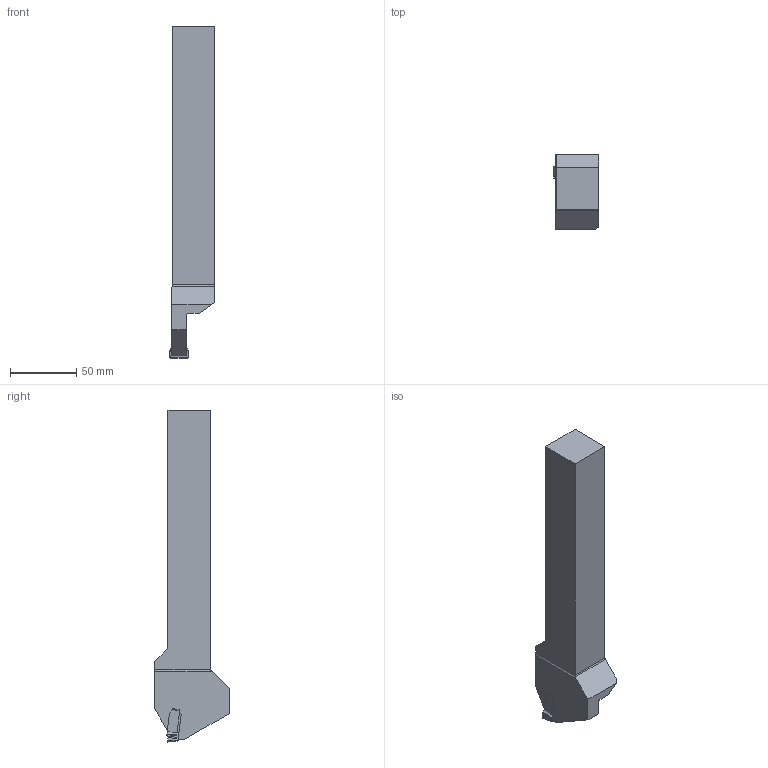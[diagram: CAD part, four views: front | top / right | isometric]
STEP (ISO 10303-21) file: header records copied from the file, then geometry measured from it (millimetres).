
FILE_DESCRIPTION(/* description */ (''),/* implementation_level */ '2;1');
FILE_NAME(/* name */ '1553152570673.stp',/* time_stamp */ '2019-03-21T12:46:31+05:00',/* author */ (''),/* organization */ ('SMS'),/* preprocessor_version */ 'ST-DEVELOPER v15',/* originating_system */ 'SIEMENS PLM Software NX 8.5',/* authorisation */ '');
FILE_SCHEMA (('AUTOMOTIVE_DESIGN { 1 0 10303 214 3 1 1 1 }'));
Length unit declared in the file: millimetre
Products named in the file (4): ASSEMBLY_CONSTRUCTION; 201539480mod000_00; 201711848mod000_00; 201711847mod000_00
Assembly tree (3 placements, depth 2):
  201711847mod000_00
    201711848mod000_00
    201539480mod000_00
    ASSEMBLY_CONSTRUCTION
Bounding box: 34.54 x 56.15 x 250 mm (x, y, z)
Volume: 248338.6 mm3; surface area: 35540 mm2
Topology: 2 solids, 2 shells, 82 faces, 231 edges, 159 vertices
Faces by surface type: plane 39, bspline 25, cylinder 16, extrusion 2
Entity records: 3416 total; most frequent: CARTESIAN_POINT 1396, ORIENTED_EDGE 460, DIRECTION 286, EDGE_CURVE 230, VERTEX_POINT 152, VECTOR 106, LINE 104, B_SPLINE_CURVE_WITH_KNOTS 97
